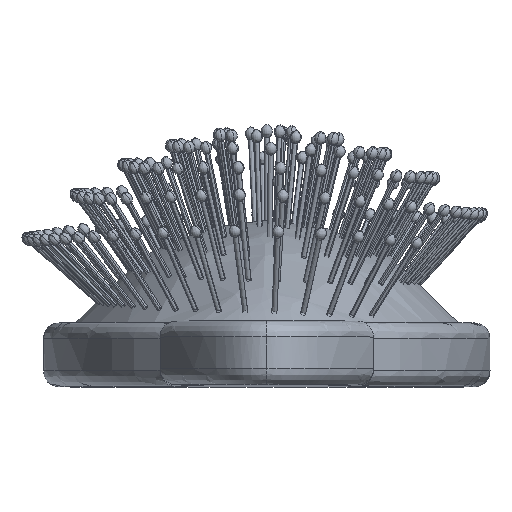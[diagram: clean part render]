
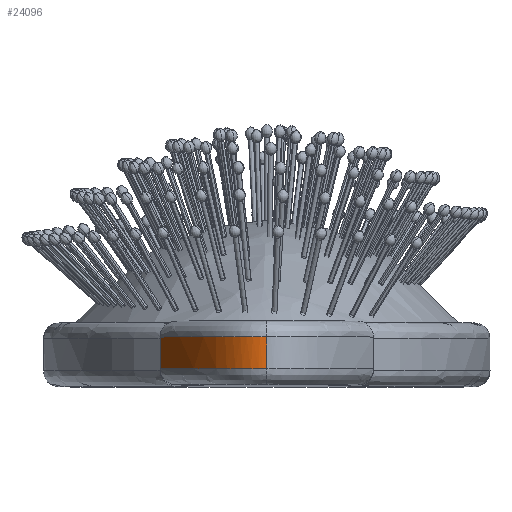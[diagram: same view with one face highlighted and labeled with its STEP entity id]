
A CAD part, top view. The second image highlights one B-rep face of the part: STEP entity #24096.
In plain terms, the highlighted free-form (B-spline) face has degree [2, 1] with [3, 2] control points.
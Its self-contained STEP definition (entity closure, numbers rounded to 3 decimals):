
#24096 = ADVANCED_FACE('',(#24097),#24171,.T.);
#24097 = FACE_BOUND('',#24098,.T.);
#24098 = EDGE_LOOP('',(#24099,#24108,#24137,#24144));
#24099 = ORIENTED_EDGE('',*,*,#24100,.T.);
#24100 = EDGE_CURVE('',#24101,#24103,#24105,.T.);
#24101 = VERTEX_POINT('',#24102);
#24102 = CARTESIAN_POINT('',(0.,-10.975,
    275.555));
#24103 = VERTEX_POINT('',#24104);
#24104 = CARTESIAN_POINT('',(0.,-3.658,
    275.555));
#24105 = B_SPLINE_CURVE_WITH_KNOTS('',1,(#24106,#24107),.UNSPECIFIED.,
  .F.,.F.,(2,2),(2.5,7.5),.PIECEWISE_BEZIER_KNOTS.);
#24106 = CARTESIAN_POINT('',(0.,-10.975,
    275.555));
#24107 = CARTESIAN_POINT('',(0.,-3.658,
    275.555));
#24108 = ORIENTED_EDGE('',*,*,#24109,.T.);
#24109 = EDGE_CURVE('',#24103,#24110,#24112,.T.);
#24110 = VERTEX_POINT('',#24111);
#24111 = CARTESIAN_POINT('',(-24.443,-3.658,
    244.531));
#24112 = B_SPLINE_CURVE_WITH_KNOTS('',3,(#24113,#24114,#24115,#24116,
    #24117,#24118,#24119,#24120,#24121,#24122,#24123,#24124,#24125,
    #24126,#24127,#24128,#24129,#24130,#24131,#24132,#24133,#24134,
    #24135,#24136),.UNSPECIFIED.,.F.,.F.,(4,2,2,2,2,2,2,2,2,2,2,4),(
    0.,0.002,0.003,
    0.004,0.005,0.006,
    0.007,0.011,0.014,
    0.018,0.021,0.028),
  .UNSPECIFIED.);
#24113 = CARTESIAN_POINT('',(0.,-3.658,
    275.555));
#24114 = CARTESIAN_POINT('',(-0.875,-3.658,
    275.555));
#24115 = CARTESIAN_POINT('',(-1.728,-3.658,
    275.436));
#24116 = CARTESIAN_POINT('',(-2.979,-3.658,
    275.103));
#24117 = CARTESIAN_POINT('',(-3.393,-3.658,
    274.966));
#24118 = CARTESIAN_POINT('',(-4.203,-3.658,
    274.646));
#24119 = CARTESIAN_POINT('',(-4.596,-3.658,
    274.466));
#24120 = CARTESIAN_POINT('',(-5.745,-3.658,
    273.873));
#24121 = CARTESIAN_POINT('',(-6.471,-3.658,
    273.407));
#24122 = CARTESIAN_POINT('',(-7.515,-3.658,
    272.631));
#24123 = CARTESIAN_POINT('',(-7.855,-3.658,
    272.359));
#24124 = CARTESIAN_POINT('',(-8.514,-3.658,
    271.8));
#24125 = CARTESIAN_POINT('',(-8.834,-3.658,
    271.512));
#24126 = CARTESIAN_POINT('',(-10.391,-3.658,
    270.035));
#24127 = CARTESIAN_POINT('',(-11.51,-3.658,
    268.739));
#24128 = CARTESIAN_POINT('',(-13.599,-3.658,
    266.017));
#24129 = CARTESIAN_POINT('',(-14.569,-3.658,
    264.585));
#24130 = CARTESIAN_POINT('',(-16.389,-3.658,
    261.66));
#24131 = CARTESIAN_POINT('',(-17.241,-3.658,
    260.164));
#24132 = CARTESIAN_POINT('',(-18.864,-3.658,
    257.122));
#24133 = CARTESIAN_POINT('',(-19.632,-3.658,
    255.579));
#24134 = CARTESIAN_POINT('',(-21.839,-3.658,
    250.909));
#24135 = CARTESIAN_POINT('',(-23.181,-3.658,
    247.738));
#24136 = CARTESIAN_POINT('',(-24.443,-3.658,
    244.531));
#24137 = ORIENTED_EDGE('',*,*,#24138,.F.);
#24138 = EDGE_CURVE('',#24139,#24110,#24141,.T.);
#24139 = VERTEX_POINT('',#24140);
#24140 = CARTESIAN_POINT('',(-24.443,-10.975,
    244.531));
#24141 = B_SPLINE_CURVE_WITH_KNOTS('',1,(#24142,#24143),.UNSPECIFIED.,
  .F.,.F.,(2,2),(2.5,7.5),.PIECEWISE_BEZIER_KNOTS.);
#24142 = CARTESIAN_POINT('',(-24.443,-10.975,
    244.531));
#24143 = CARTESIAN_POINT('',(-24.443,-3.658,
    244.531));
#24144 = ORIENTED_EDGE('',*,*,#24145,.T.);
#24145 = EDGE_CURVE('',#24139,#24101,#24146,.T.);
#24146 = B_SPLINE_CURVE_WITH_KNOTS('',3,(#24147,#24148,#24149,#24150,
    #24151,#24152,#24153,#24154,#24155,#24156,#24157,#24158,#24159,
    #24160,#24161,#24162,#24163,#24164,#24165,#24166,#24167,#24168,
    #24169,#24170),.UNSPECIFIED.,.F.,.F.,(4,2,2,2,2,2,2,2,2,2,2,4),(
    0.,0.007,0.011,
    0.014,0.018,0.021,
    0.022,0.023,0.025,
    0.025,0.026,0.028),
  .UNSPECIFIED.);
#24147 = CARTESIAN_POINT('',(-24.443,-10.975,
    244.531));
#24148 = CARTESIAN_POINT('',(-23.183,-10.975,
    247.735));
#24149 = CARTESIAN_POINT('',(-21.843,-10.975,
    250.9));
#24150 = CARTESIAN_POINT('',(-19.645,-10.975,
    255.553));
#24151 = CARTESIAN_POINT('',(-18.88,-10.975,
    257.088));
#24152 = CARTESIAN_POINT('',(-17.267,-10.975,
    260.116));
#24153 = CARTESIAN_POINT('',(-16.419,-10.975,
    261.609));
#24154 = CARTESIAN_POINT('',(-14.602,-10.975,
    264.536));
#24155 = CARTESIAN_POINT('',(-13.629,-10.975,
    265.974));
#24156 = CARTESIAN_POINT('',(-11.537,-10.975,
    268.707));
#24157 = CARTESIAN_POINT('',(-10.416,-10.975,
    270.008));
#24158 = CARTESIAN_POINT('',(-8.856,-10.975,
    271.492));
#24159 = CARTESIAN_POINT('',(-8.536,-10.975,
    271.781));
#24160 = CARTESIAN_POINT('',(-7.876,-10.975,
    272.343));
#24161 = CARTESIAN_POINT('',(-7.535,-10.975,
    272.616));
#24162 = CARTESIAN_POINT('',(-6.489,-10.975,
    273.396));
#24163 = CARTESIAN_POINT('',(-5.761,-10.975,
    273.863));
#24164 = CARTESIAN_POINT('',(-4.609,-10.975,
    274.46));
#24165 = CARTESIAN_POINT('',(-4.215,-10.975,
    274.641));
#24166 = CARTESIAN_POINT('',(-3.403,-10.975,
    274.962));
#24167 = CARTESIAN_POINT('',(-2.988,-10.975,
    275.1));
#24168 = CARTESIAN_POINT('',(-1.733,-10.975,
    275.435));
#24169 = CARTESIAN_POINT('',(-0.878,-10.975,
    275.555));
#24170 = CARTESIAN_POINT('',(0.,-10.975,
    275.555));
#24171 = B_SPLINE_SURFACE_WITH_KNOTS('',2,1,(
    (#24172,#24173)
    ,(#24174,#24175)
    ,(#24176,#24177
    )),.UNSPECIFIED.,.F.,.F.,.F.,(3,3),(2,2),(0.498,
    0.5),(0.,1.),.PIECEWISE_BEZIER_KNOTS.);
#24172 = CARTESIAN_POINT('',(-24.443,-10.975,
    244.531));
#24173 = CARTESIAN_POINT('',(-24.443,-3.658,
    244.531));
#24174 = CARTESIAN_POINT('',(-12.238,-10.975,
    275.549));
#24175 = CARTESIAN_POINT('',(-12.238,-3.658,
    275.549));
#24176 = CARTESIAN_POINT('',(0.,-10.975,
    275.555));
#24177 = CARTESIAN_POINT('',(0.,-3.658,
    275.555));
